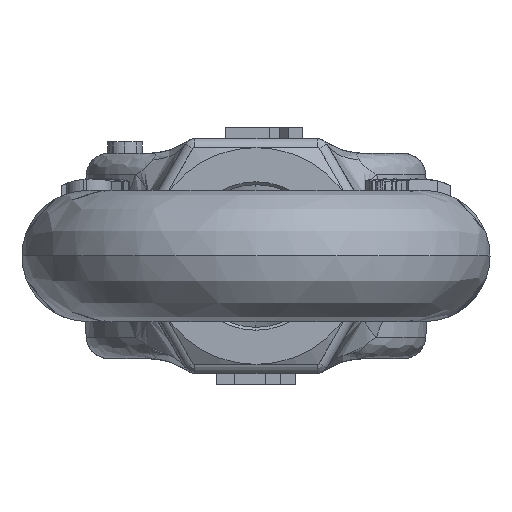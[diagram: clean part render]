
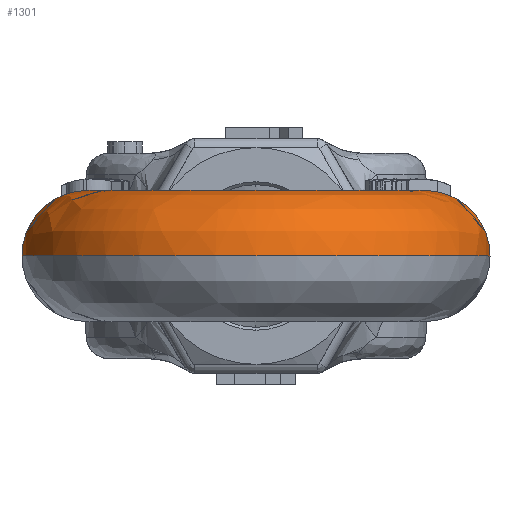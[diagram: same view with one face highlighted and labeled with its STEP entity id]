
A CAD part, left-side view. The second image highlights one B-rep face of the part: STEP entity #1301.
In plain terms, the highlighted free-form (B-spline) face has degree [3, 3] with [7, 4] control points.
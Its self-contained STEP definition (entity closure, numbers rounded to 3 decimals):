
#1301=ADVANCED_FACE('NONE',(#2830),#2831,.T.);
#2830=FACE_OUTER_BOUND('',#8373,.T.);
#2831=(B_SPLINE_SURFACE(3,3,((#8375,#8376,#8377,#8378),(#8379,#8380,#8381,#8382),(#8383,#8384,#8385,#8386),(#8387,#8388,#8389,#8390),(#8391,#8392,#8393,#8394),(#8395,#8396,#8397,#8398),(#8399,#8400,#8401,#8402)),.UNSPECIFIED.,.F.,.F.,.F.)B_SPLINE_SURFACE_WITH_KNOTS((4,3,4),(4,4),(0.019,0.5,0.991),(0.0,1.0),.UNSPECIFIED.)RATIONAL_B_SPLINE_SURFACE(((0.976,0.326,0.326,0.976),(0.781,0.261,0.261,0.781),(0.789,0.263,0.263,0.789),(1.0,0.334,0.334,1.0),(0.785,0.262,0.262,0.785),(0.781,0.261,0.261,0.781),(0.988,0.33,0.33,0.988)))BOUNDED_SURFACE()REPRESENTATION_ITEM('')GEOMETRIC_REPRESENTATION_ITEM()SURFACE());
#8373=EDGE_LOOP('',(#13832,#13833,#13834,#13835));
#8375=CARTESIAN_POINT('',(-48.779,69.341,320.061));
#8376=CARTESIAN_POINT('',(-66.755,69.324,320.061));
#8377=CARTESIAN_POINT('',(-66.755,51.348,320.061));
#8378=CARTESIAN_POINT('',(-48.779,51.33,320.061));
#8379=CARTESIAN_POINT('',(-48.779,69.188,323.561));
#8380=CARTESIAN_POINT('',(-66.45,69.171,323.561));
#8381=CARTESIAN_POINT('',(-66.45,51.5,323.561));
#8382=CARTESIAN_POINT('',(-48.779,51.483,323.561));
#8383=CARTESIAN_POINT('',(-48.781,71.617,326.062));
#8384=CARTESIAN_POINT('',(-71.301,71.595,326.062));
#8385=CARTESIAN_POINT('',(-71.301,49.076,326.062));
#8386=CARTESIAN_POINT('',(-48.781,49.054,326.062));
#8387=CARTESIAN_POINT('',(-48.785,75.086,326.062));
#8388=CARTESIAN_POINT('',(-78.227,75.057,326.062));
#8389=CARTESIAN_POINT('',(-78.227,45.614,326.062));
#8390=CARTESIAN_POINT('',(-48.785,45.586,326.062));
#8391=CARTESIAN_POINT('',(-48.788,78.64,326.062));
#8392=CARTESIAN_POINT('',(-85.325,78.604,326.062));
#8393=CARTESIAN_POINT('',(-85.325,42.067,326.062));
#8394=CARTESIAN_POINT('',(-48.788,42.032,326.062));
#8395=CARTESIAN_POINT('',(-48.79,81.077,323.462));
#8396=CARTESIAN_POINT('',(-90.193,81.037,323.462));
#8397=CARTESIAN_POINT('',(-90.193,39.635,323.462));
#8398=CARTESIAN_POINT('',(-48.79,39.594,323.462));
#8399=CARTESIAN_POINT('',(-48.79,80.821,319.899));
#8400=CARTESIAN_POINT('',(-89.681,80.781,319.899));
#8401=CARTESIAN_POINT('',(-89.681,39.89,319.899));
#8402=CARTESIAN_POINT('',(-48.79,39.85,319.899));
#13832=ORIENTED_EDGE('',*,*,#17296,.T.);
#13833=ORIENTED_EDGE('',*,*,#17297,.T.);
#13834=ORIENTED_EDGE('',*,*,#17253,.T.);
#13835=ORIENTED_EDGE('',*,*,#17298,.T.);
#17253=EDGE_CURVE('NONE',#19807,#19804,#19808,.T.);
#17296=EDGE_CURVE('NONE',#19874,#19875,#19876,.T.);
#17297=EDGE_CURVE('NONE',#19875,#19807,#19877,.T.);
#17298=EDGE_CURVE('NONE',#19804,#19874,#19878,.T.);
#19804=VERTEX_POINT('NONE',#27048);
#19807=VERTEX_POINT('NONE',#27051);
#19808=CIRCLE('',#27052,5.75);
#19874=VERTEX_POINT('NONE',#27221);
#19875=VERTEX_POINT('NONE',#27222);
#19876=CIRCLE('',#27223,5.75);
#19877=(B_SPLINE_CURVE(3,(#27225,#27226,#27227,#27228),.UNSPECIFIED.,.F.,.F.)B_SPLINE_CURVE_WITH_KNOTS((4,4),(0.0,1.0),.UNSPECIFIED.)RATIONAL_B_SPLINE_CURVE((0.959,0.32,0.32,0.959))BOUNDED_CURVE()REPRESENTATION_ITEM('')GEOMETRIC_REPRESENTATION_ITEM()CURVE());
#19878=CIRCLE('',#27235,20.5);
#27048=CARTESIAN_POINT('',(-48.79,80.836,320.312));
#27051=CARTESIAN_POINT('',(-48.779,69.336,320.312));
#27052=AXIS2_PLACEMENT_3D('',#32532,#32533,#32534);
#27221=CARTESIAN_POINT('',(-48.79,39.836,320.312));
#27222=CARTESIAN_POINT('',(-48.779,51.336,320.312));
#27223=AXIS2_PLACEMENT_3D('',#32568,#32569,#32570);
#27225=CARTESIAN_POINT('',(-48.779,51.336,320.312));
#27226=CARTESIAN_POINT('',(-66.744,51.353,320.312));
#27227=CARTESIAN_POINT('',(-66.744,69.318,320.312));
#27228=CARTESIAN_POINT('',(-48.779,69.336,320.312));
#27235=AXIS2_PLACEMENT_3D('',#32571,#32572,#32573);
#32532=CARTESIAN_POINT('',(-48.785,75.086,320.312));
#32533=DIRECTION('',(-1.,-0.001,0.));
#32534=DIRECTION('',(0.001,-1.,0.0));
#32568=CARTESIAN_POINT('',(-48.785,45.586,320.312));
#32569=DIRECTION('',(-1.,0.001,0.));
#32570=DIRECTION('',(-0.001,-1.,0.0));
#32571=CARTESIAN_POINT('',(-48.77,60.336,320.312));
#32572=DIRECTION('',(0.,0.0,1.0));
#32573=DIRECTION('',(1.0,0.0,0.));
